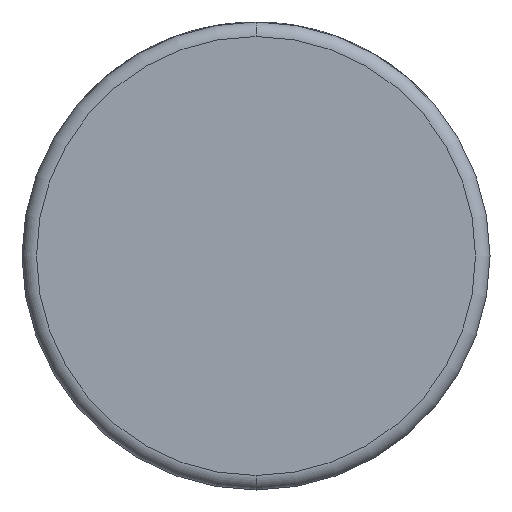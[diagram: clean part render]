
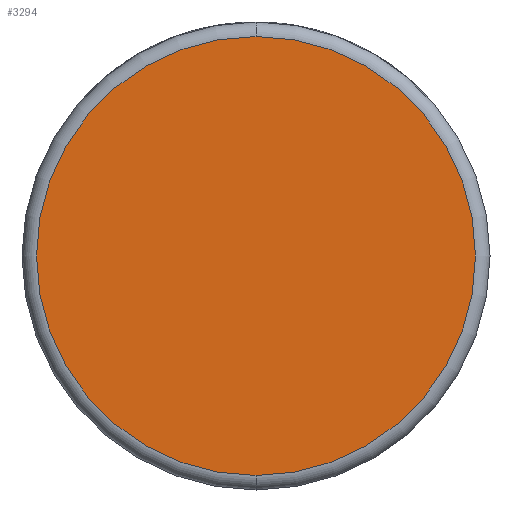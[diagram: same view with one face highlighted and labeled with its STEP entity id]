
A CAD part, front view. The second image highlights one B-rep face of the part: STEP entity #3294.
In plain terms, the highlighted planar face has unit normal (0, -1, 0).
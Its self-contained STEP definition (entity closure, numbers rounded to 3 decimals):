
#47 = DIRECTION ( 'NONE',  ( 0., -1., 0. ) ) ;
#455 = DIRECTION ( 'NONE',  ( 0., 0., 1. ) ) ;
#561 = DIRECTION ( 'NONE',  ( 0., 0., 1. ) ) ;
#679 = VERTEX_POINT ( 'NONE', #2443 ) ;
#686 = EDGE_CURVE ( 'NONE', #1245, #679, #721, .T. ) ;
#721 = CIRCLE ( 'NONE', #1679, 30.25 ) ;
#943 = DIRECTION ( 'NONE',  ( 0., 1., 0. ) ) ;
#972 = CIRCLE ( 'NONE', #3769, 30.25 ) ;
#1245 = VERTEX_POINT ( 'NONE', #1808 ) ;
#1679 = AXIS2_PLACEMENT_3D ( 'NONE', #3614, #47, #455 ) ;
#1705 = CARTESIAN_POINT ( 'NONE',  ( 0., 0., 0. ) ) ;
#1808 = CARTESIAN_POINT ( 'NONE',  ( 0., 0., -30.25 ) ) ;
#2427 = FACE_OUTER_BOUND ( 'NONE', #4238, .T. ) ;
#2443 = CARTESIAN_POINT ( 'NONE',  ( 0., 0., 30.25 ) ) ;
#2640 = ORIENTED_EDGE ( 'NONE', *, *, #686, .T. ) ;
#2672 = AXIS2_PLACEMENT_3D ( 'NONE', #1705, #943, #561 ) ;
#2871 = EDGE_CURVE ( 'NONE', #679, #1245, #972, .T. ) ;
#2904 = DIRECTION ( 'NONE',  ( 0., 0., 1. ) ) ;
#3294 = ADVANCED_FACE ( 'NONE', ( #2427 ), #4356, .F. ) ;
#3614 = CARTESIAN_POINT ( 'NONE',  ( 0., 0., 0. ) ) ;
#3769 = AXIS2_PLACEMENT_3D ( 'NONE', #4890, #4147, #2904 ) ;
#4147 = DIRECTION ( 'NONE',  ( 0., -1., 0. ) ) ;
#4238 = EDGE_LOOP ( 'NONE', ( #4621, #2640 ) ) ;
#4356 = PLANE ( 'NONE',  #2672 ) ;
#4621 = ORIENTED_EDGE ( 'NONE', *, *, #2871, .T. ) ;
#4890 = CARTESIAN_POINT ( 'NONE',  ( 0., 0., 0. ) ) ;
